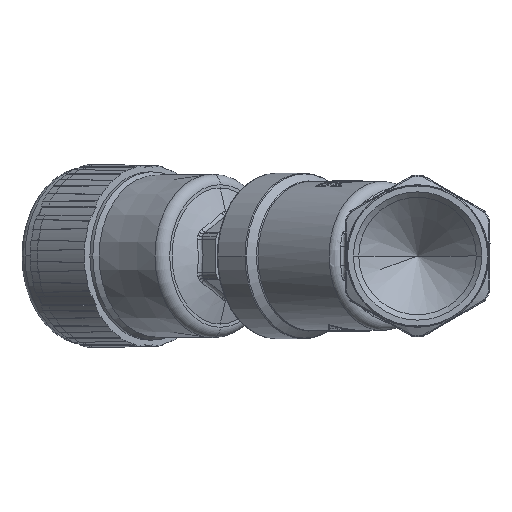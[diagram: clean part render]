
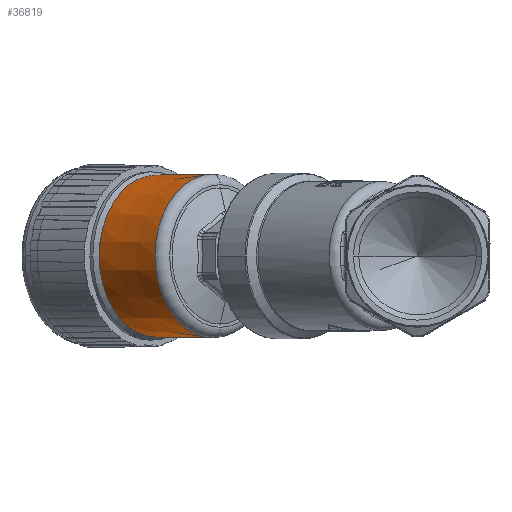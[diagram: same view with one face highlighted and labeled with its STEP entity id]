
A CAD part, left-side view. The second image highlights one B-rep face of the part: STEP entity #36819.
In plain terms, the highlighted conical face has half-angle 0.555 degrees and reference radius 39.304 mm.
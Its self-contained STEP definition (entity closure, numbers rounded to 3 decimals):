
#33171=DIRECTION('',(0.01,0.,1.));
#33172=VECTOR('',#33171,38.512);
#33173=CARTESIAN_POINT('',(39.118,0.,
-58.66));
#33174=LINE('',#33173,#33172);
#33209=DIRECTION('',(0.01,0.,-1.));
#33210=VECTOR('',#33209,38.512);
#33211=CARTESIAN_POINT('',(-39.491,0.,
-20.15));
#33212=LINE('',#33211,#33210);
#33370=CARTESIAN_POINT('',(0.,0.,-58.66));
#33371=DIRECTION('',(0.,0.,1.));
#33372=DIRECTION('',(-1.,0.,0.));
#33373=AXIS2_PLACEMENT_3D('',#33370,#33371,#33372);
#33383=CARTESIAN_POINT('',(0.,0.,-20.15));
#33384=DIRECTION('',(0.,0.,-1.));
#33385=DIRECTION('',(1.,0.,0.));
#33386=AXIS2_PLACEMENT_3D('',#33383,#33384,#33385);
#34444=CARTESIAN_POINT('',(39.491,0.,-20.15));
#34445=CARTESIAN_POINT('',(-39.491,0.,
-20.15));
#34446=VERTEX_POINT('',#34444);
#34447=VERTEX_POINT('',#34445);
#34452=CARTESIAN_POINT('',(-39.118,0.,
-58.66));
#34453=CARTESIAN_POINT('',(39.118,0.,
-58.66));
#34454=VERTEX_POINT('',#34452);
#34455=VERTEX_POINT('',#34453);
#36807=CARTESIAN_POINT('',(0.,0.,-39.405));
#36808=DIRECTION('',(0.,0.,1.));
#36809=DIRECTION('',(-1.,0.,0.));
#36810=AXIS2_PLACEMENT_3D('',#36807,#36808,#36809);
#36811=CONICAL_SURFACE('',#36810,39.304,0.555);
#36812=ORIENTED_EDGE('',*,*,#36774,.F.);
#36813=ORIENTED_EDGE('',*,*,#36497,.F.);
#36815=ORIENTED_EDGE('',*,*,#36814,.F.);
#36816=ORIENTED_EDGE('',*,*,#36485,.F.);
#36817=EDGE_LOOP('',(#36812,#36813,#36815,#36816));
#36818=FACE_OUTER_BOUND('',#36817,.F.);
#36819=ADVANCED_FACE('',(#36818),#36811,.T.);
#33374=CIRCLE('',#33373,39.118);
#33387=CIRCLE('',#33386,39.491);
#36485=EDGE_CURVE('',#34455,#34446,#33174,.T.);
#36497=EDGE_CURVE('',#34447,#34454,#33212,.T.);
#36774=EDGE_CURVE('',#34454,#34455,#33374,.T.);
#36814=EDGE_CURVE('',#34446,#34447,#33387,.T.);
